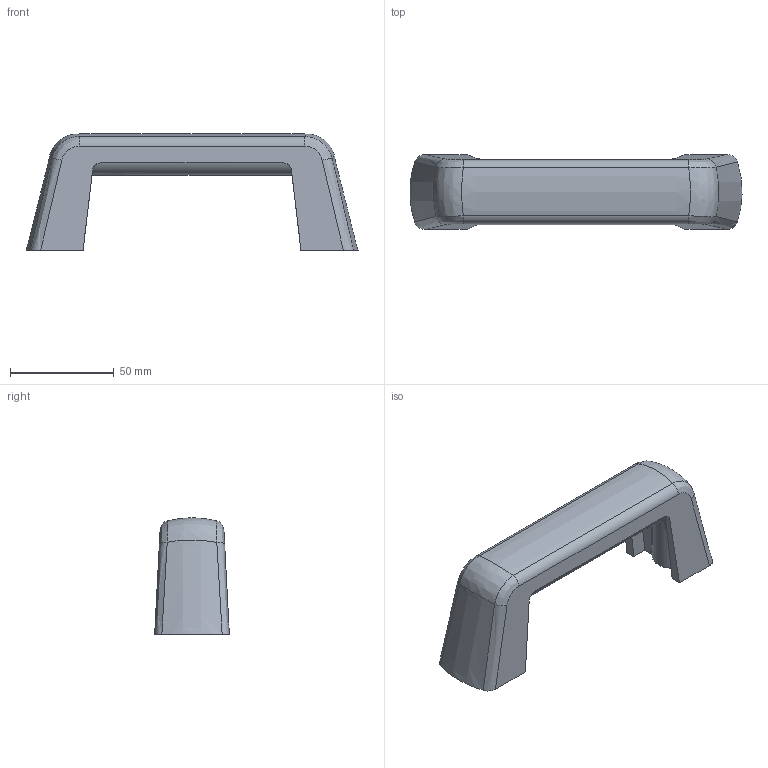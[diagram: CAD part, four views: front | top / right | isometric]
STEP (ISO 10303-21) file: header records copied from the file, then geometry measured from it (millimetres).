
FILE_DESCRIPTION( ( 'Unknown' ), '1' );
FILE_NAME( '6146035_MS132.stp', 'Unknown', ( 'Unknown' ), ( 'Unknown' ), 'PSStep 11.0', 'Unknown', ' ' );
FILE_SCHEMA( ( 'AUTOMOTIVE_DESIGN { 1 0 10303 214 1 1 1 1 }' ) );
Length unit declared in the file: millimetre
Products named in the file (1): 6146035
Bounding box: 159.99 x 36 x 56 mm (x, y, z)
Volume: 104026.5 mm3; surface area: 26499.8 mm2
Topology: 1 solids, 1 shells, 78 faces, 197 edges, 123 vertices
Faces by surface type: cylinder 24, plane 23, bspline 20, cone 4, torus 4, extrusion 3
Full cylindrical faces by diameter (mm): 8.376 x2
Entity records: 6223 total; most frequent: CARTESIAN_POINT 3853, ORIENTED_EDGE 374, DIRECTION 335, EDGE_CURVE 187, AXIS2_PLACEMENT_3D 128, VERTEX_POINT 121, EDGE_LOOP 86, FACE_OUTER_BOUND 80
